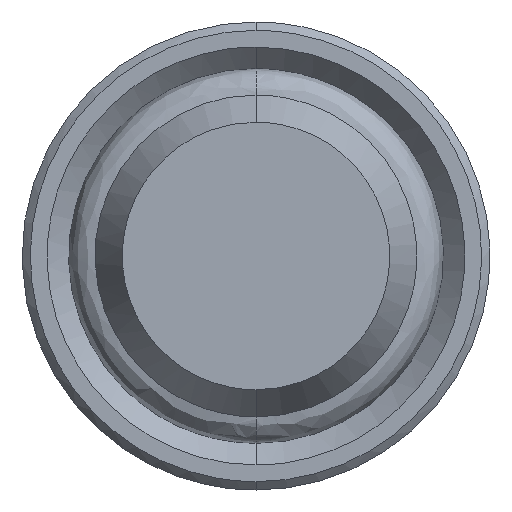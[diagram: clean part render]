
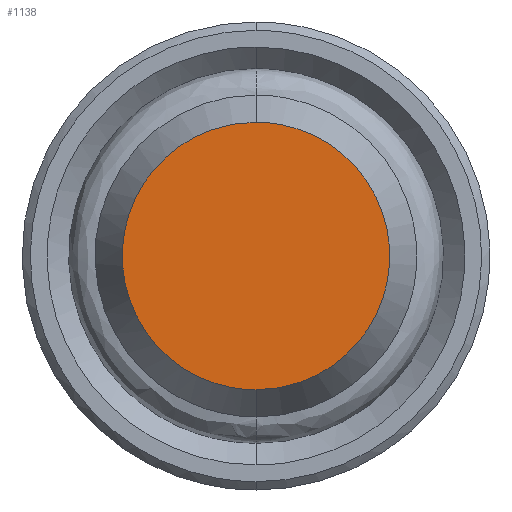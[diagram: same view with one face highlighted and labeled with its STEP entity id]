
A CAD part, front view. The second image highlights one B-rep face of the part: STEP entity #1138.
In plain terms, the highlighted free-form (B-spline) face has degree [1, 1] with [2, 2] control points.
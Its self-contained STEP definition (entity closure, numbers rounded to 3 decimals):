
#8 = CARTESIAN_POINT ( 'NONE',  ( -3.897, 0., -1.046 ) ) ;
#32 = CARTESIAN_POINT ( 'NONE',  ( 0., 0., -4.001 ) ) ;
#127 = CARTESIAN_POINT ( 'NONE',  ( -4.049, 0., 4.049 ) ) ;
#155 = CARTESIAN_POINT ( 'NONE',  ( -3.897, 0., 1.046 ) ) ;
#240 = CARTESIAN_POINT ( 'NONE',  ( 0.525, 0., 4.001 ) ) ;
#252 = CARTESIAN_POINT ( 'NONE',  ( 4.001, 0., -0.525 ) ) ;
#291 = EDGE_LOOP ( 'NONE', ( #1517, #967 ) ) ;
#304 = CARTESIAN_POINT ( 'NONE',  ( -3.495, 0., 2.017 ) ) ;
#393 = CARTESIAN_POINT ( 'NONE',  ( 2.458, 0., 3.201 ) ) ;
#401 = CARTESIAN_POINT ( 'NONE',  ( 2.017, 0., -3.495 ) ) ;
#418 = CARTESIAN_POINT ( 'NONE',  ( 2.458, 0., -3.201 ) ) ;
#428 = CARTESIAN_POINT ( 'NONE',  ( -4.049, 0., -4.049 ) ) ;
#457 = CARTESIAN_POINT ( 'NONE',  ( -2.017, 0., 3.495 ) ) ;
#472 = CARTESIAN_POINT ( 'NONE',  ( -4.001, 0., 0.525 ) ) ;
#555 = CARTESIAN_POINT ( 'NONE',  ( 3.201, 0., -2.458 ) ) ;
#584 = CARTESIAN_POINT ( 'NONE',  ( 0.525, 0., -4.001 ) ) ;
#608 = CARTESIAN_POINT ( 'NONE',  ( 4.049, 0., 4.049 ) ) ;
#793 = CARTESIAN_POINT ( 'NONE',  ( -3.495, 0., -2.017 ) ) ;
#803 = CARTESIAN_POINT ( 'NONE',  ( 0., 0., 4.001 ) ) ;
#820 = CARTESIAN_POINT ( 'NONE',  ( 0., 0., 4.001 ) ) ;
#827 = FACE_OUTER_BOUND ( 'NONE', #291, .T. ) ;
#867 = EDGE_CURVE ( 'NONE', #924, #907, #1453, .T. ) ;
#877 = CARTESIAN_POINT ( 'NONE',  ( 3.495, 0., 2.017 ) ) ;
#907 = VERTEX_POINT ( 'NONE', #1795 ) ;
#924 = VERTEX_POINT ( 'NONE', #820 ) ;
#942 = CARTESIAN_POINT ( 'NONE',  ( -3.201, 0., 2.458 ) ) ;
#967 = ORIENTED_EDGE ( 'NONE', *, *, #1101, .T. ) ;
#1101 = EDGE_CURVE ( 'NONE', #907, #924, #1756, .T. ) ;
#1115 = CARTESIAN_POINT ( 'NONE',  ( -2.017, 0., -3.495 ) ) ;
#1138 = ADVANCED_FACE ( 'NONE', ( #827 ), #1948, .T. ) ;
#1194 = CARTESIAN_POINT ( 'NONE',  ( 0., 0., -4.001 ) ) ;
#1242 = CARTESIAN_POINT ( 'NONE',  ( 4.049, 0., -4.049 ) ) ;
#1258 = CARTESIAN_POINT ( 'NONE',  ( -1.046, 0., -3.897 ) ) ;
#1265 = CARTESIAN_POINT ( 'NONE',  ( -3.201, 0., -2.458 ) ) ;
#1366 = CARTESIAN_POINT ( 'NONE',  ( 3.897, 0., 1.046 ) ) ;
#1413 = CARTESIAN_POINT ( 'NONE',  ( -0.525, 0., 4.001 ) ) ;
#1427 = CARTESIAN_POINT ( 'NONE',  ( -4.001, 0., -0.525 ) ) ;
#1435 = CARTESIAN_POINT ( 'NONE',  ( -1.046, 0., 3.897 ) ) ;
#1453 = B_SPLINE_CURVE_WITH_KNOTS ( 'NONE', 3,
 ( #803, #1413, #1435, #457, #1598, #942, #304, #155, #472, #1427, #8, #793, #1265, #1926, #1115, #1258, #1612, #32 ),
 .UNSPECIFIED., .F., .F.,
 ( 4, 2, 2, 2, 2, 2, 2, 2, 4 ),
 ( 0., 0.393, 0.785, 1.178, 1.571, 1.963, 2.356, 2.749, 3.142 ),
 .UNSPECIFIED. ) ;
#1517 = ORIENTED_EDGE ( 'NONE', *, *, #867, .T. ) ;
#1524 = CARTESIAN_POINT ( 'NONE',  ( 1.046, 0., -3.897 ) ) ;
#1539 = CARTESIAN_POINT ( 'NONE',  ( 2.017, 0., 3.495 ) ) ;
#1550 = CARTESIAN_POINT ( 'NONE',  ( 1.046, 0., 3.897 ) ) ;
#1561 = CARTESIAN_POINT ( 'NONE',  ( 4.001, 0., 0.525 ) ) ;
#1598 = CARTESIAN_POINT ( 'NONE',  ( -2.458, 0., 3.201 ) ) ;
#1612 = CARTESIAN_POINT ( 'NONE',  ( -0.525, 0., -4.001 ) ) ;
#1690 = CARTESIAN_POINT ( 'NONE',  ( 3.897, 0., -1.046 ) ) ;
#1697 = CARTESIAN_POINT ( 'NONE',  ( 0., 0., 4.001 ) ) ;
#1756 = B_SPLINE_CURVE_WITH_KNOTS ( 'NONE', 3,
 ( #1194, #584, #1524, #401, #418, #555, #2036, #1690, #252, #1561, #1366, #877, #2026, #393, #1539, #1550, #240, #1697 ),
 .UNSPECIFIED., .F., .F.,
 ( 4, 2, 2, 2, 2, 2, 2, 2, 4 ),
 ( 0., 0.393, 0.785, 1.178, 1.571, 1.963, 2.356, 2.749, 3.142 ),
 .UNSPECIFIED. ) ;
#1795 = CARTESIAN_POINT ( 'NONE',  ( 0., 0., -4.001 ) ) ;
#1926 = CARTESIAN_POINT ( 'NONE',  ( -2.458, 0., -3.201 ) ) ;
#1948 = B_SPLINE_SURFACE_WITH_KNOTS ( 'NONE', 1, 1, ( 
 ( #127, #608 ),
 ( #428, #1242 ) ),
 .UNSPECIFIED., .F., .F., .F.,
 ( 2, 2 ),
 ( 2, 2 ),
 ( 0., 1. ),
 ( 0., 1. ),
 .UNSPECIFIED. ) ;
#2026 = CARTESIAN_POINT ( 'NONE',  ( 3.201, 0., 2.458 ) ) ;
#2036 = CARTESIAN_POINT ( 'NONE',  ( 3.495, 0., -2.017 ) ) ;
